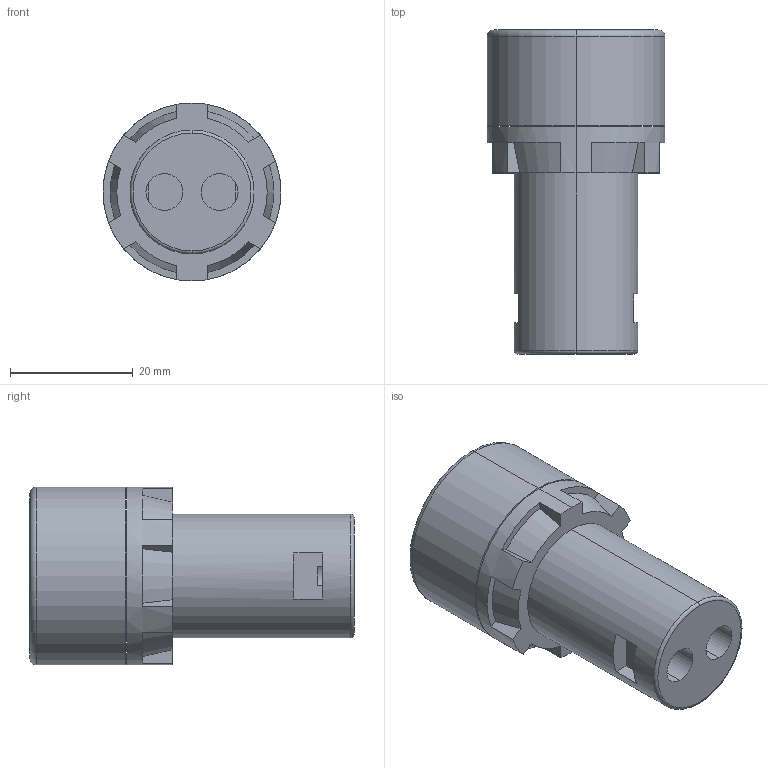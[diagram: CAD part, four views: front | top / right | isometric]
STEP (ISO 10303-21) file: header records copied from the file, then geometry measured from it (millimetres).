
FILE_DESCRIPTION (( 'STEP AP203' ), '1' );
FILE_NAME ('Îïîâåùàòåëü çâóêîâîé ED16-22BM.STEP', '2018-09-04T07:01:35', ( '' ), ( '' ), 'SwSTEP 2.0', 'SolidWorks 2017', '' );
FILE_SCHEMA (( 'CONFIG_CONTROL_DESIGN' ));
Length unit declared in the file: millimetre
Products named in the file (1): Îïîâåùàòåëü çâóêîâîé ED16-22BM
Bounding box: 29 x 52.8 x 29 mm (x, y, z)
Volume: 23515.9 mm3; surface area: 6595.1 mm2
Topology: 1 solids, 1 shells, 96 faces, 242 edges, 160 vertices
Faces by surface type: plane 44, cylinder 42, bspline 6, torus 4
Entity records: 3041 total; most frequent: DIRECTION 548, CARTESIAN_POINT 541, ORIENTED_EDGE 484, EDGE_CURVE 242, AXIS2_PLACEMENT_3D 215, VERTEX_POINT 160, CIRCLE 124, VECTOR 118
